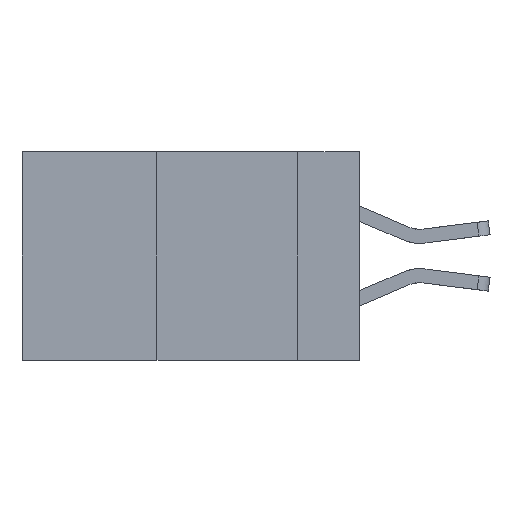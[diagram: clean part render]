
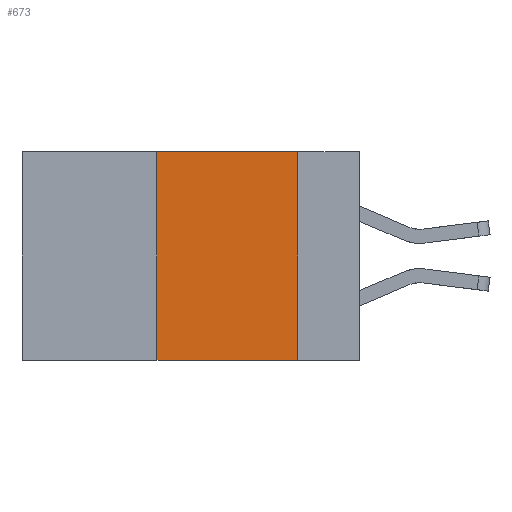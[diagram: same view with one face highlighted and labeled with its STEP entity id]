
A CAD part, left-side view. The second image highlights one B-rep face of the part: STEP entity #673.
In plain terms, the highlighted planar face has unit normal (-1, 0, 0).
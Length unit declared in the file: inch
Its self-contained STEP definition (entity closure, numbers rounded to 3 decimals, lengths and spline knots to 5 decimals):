
#235 = CARTESIAN_POINT ( 'NONE',  ( 0., 0.6, 0. ) ) ;
#500 = CARTESIAN_POINT ( 'NONE',  ( 0., 0.36, -0.37 ) ) ;
#673 = ADVANCED_FACE ( 'NONE', ( #2665 ), #1846, .F. ) ;
#1114 = VERTEX_POINT ( 'NONE', #5401 ) ;
#1200 = CARTESIAN_POINT ( 'NONE',  ( 0., 0.36, 0. ) ) ;
#1377 = ORIENTED_EDGE ( 'NONE', *, *, #3538, .F. ) ;
#1846 = PLANE ( 'NONE',  #5210 ) ;
#2294 = VECTOR ( 'NONE', #10883, 39.37008 ) ;
#2552 = ORIENTED_EDGE ( 'NONE', *, *, #7047, .F. ) ;
#2665 = FACE_OUTER_BOUND ( 'NONE', #7279, .T. ) ;
#2720 = VECTOR ( 'NONE', #4583, 39.37008 ) ;
#3481 = CARTESIAN_POINT ( 'NONE',  ( 0., 0.6, 0. ) ) ;
#3538 = EDGE_CURVE ( 'NONE', #4603, #4577, #10808, .T. ) ;
#3844 = DIRECTION ( 'NONE',  ( 0., -1., 0. ) ) ;
#4351 = DIRECTION ( 'NONE',  ( 1., 0., 0. ) ) ;
#4409 = VECTOR ( 'NONE', #3844, 39.37008 ) ;
#4473 = LINE ( 'NONE', #235, #2720 ) ;
#4577 = VERTEX_POINT ( 'NONE', #1200 ) ;
#4583 = DIRECTION ( 'NONE',  ( 0., -1., 0. ) ) ;
#4603 = VERTEX_POINT ( 'NONE', #500 ) ;
#5077 = VECTOR ( 'NONE', #9961, 39.37008 ) ;
#5210 = AXIS2_PLACEMENT_3D ( 'NONE', #3481, #4351, #7071 ) ;
#5401 = CARTESIAN_POINT ( 'NONE',  ( 0., 0.11, -0.37 ) ) ;
#5460 = CARTESIAN_POINT ( 'NONE',  ( 0., 0.11, 0. ) ) ;
#5569 = CARTESIAN_POINT ( 'NONE',  ( 0., 0.36, 0. ) ) ;
#5798 = EDGE_CURVE ( 'NONE', #4603, #1114, #6796, .T. ) ;
#6150 = ORIENTED_EDGE ( 'NONE', *, *, #5798, .T. ) ;
#6796 = LINE ( 'NONE', #8141, #4409 ) ;
#7047 = EDGE_CURVE ( 'NONE', #9293, #1114, #7445, .T. ) ;
#7071 = DIRECTION ( 'NONE',  ( 0., 0., -1. ) ) ;
#7279 = EDGE_LOOP ( 'NONE', ( #2552, #9713, #1377, #6150 ) ) ;
#7445 = LINE ( 'NONE', #5460, #5077 ) ;
#8141 = CARTESIAN_POINT ( 'NONE',  ( 0., 0.6, -0.37 ) ) ;
#8993 = CARTESIAN_POINT ( 'NONE',  ( 0., 0.11, 0. ) ) ;
#9273 = EDGE_CURVE ( 'NONE', #4577, #9293, #4473, .T. ) ;
#9293 = VERTEX_POINT ( 'NONE', #8993 ) ;
#9713 = ORIENTED_EDGE ( 'NONE', *, *, #9273, .F. ) ;
#9961 = DIRECTION ( 'NONE',  ( 0., 0., -1. ) ) ;
#10808 = LINE ( 'NONE', #5569, #2294 ) ;
#10883 = DIRECTION ( 'NONE',  ( 0., 0., 1. ) ) ;
